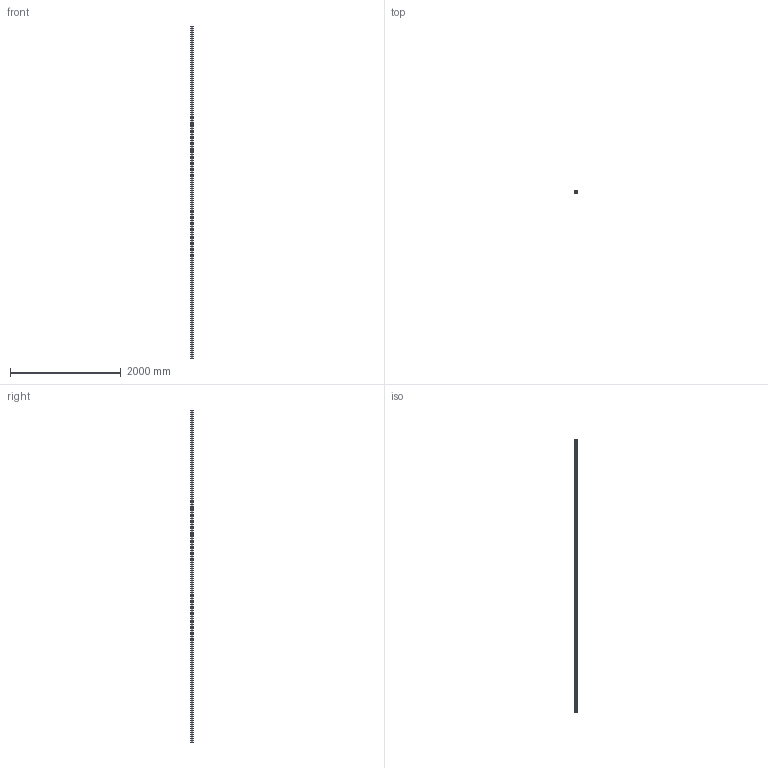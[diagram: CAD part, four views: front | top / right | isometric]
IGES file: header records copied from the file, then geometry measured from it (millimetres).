
Start section: SolidWorks IGES file using analytic representation for surfaces
Global section: file name: A01-1-6m.IGS; native system: SolidWorks 2007; preprocessor: SolidWorks 2007; author: jean; date: 170302.090359; units: millimetre
Bounding box: 50 x 50 x 6000 mm (x, y, z)
Surface area: 4103912.8 mm2 (no closed solid volume)
Topology: 0 solids, 0 shells, 92 faces, 600 edges, 600 vertices
Faces by surface type: bspline 90, revolution 2
